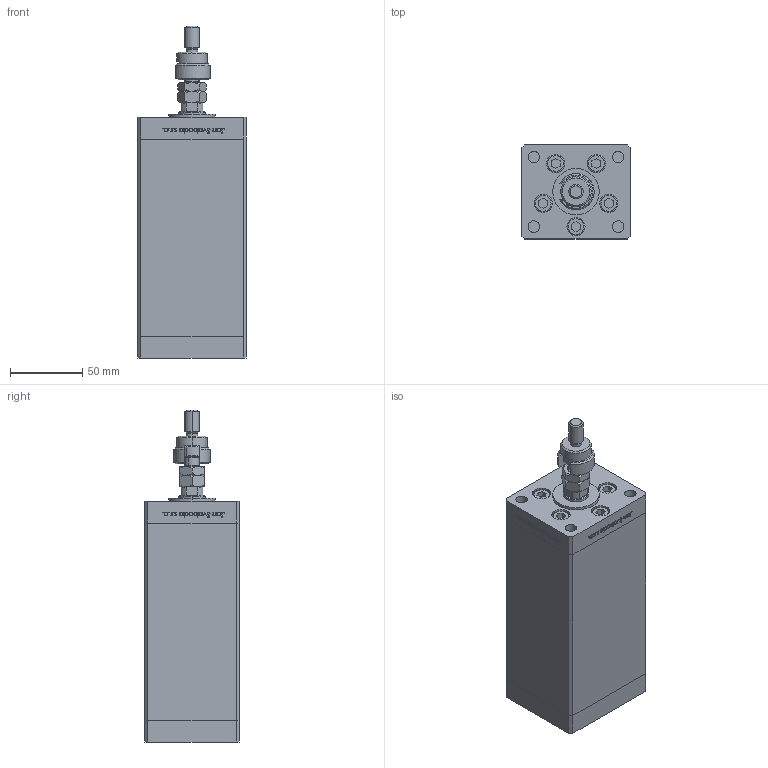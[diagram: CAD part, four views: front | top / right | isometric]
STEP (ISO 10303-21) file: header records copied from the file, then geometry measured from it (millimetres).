
FILE_DESCRIPTION (( 'STEP AP203' ), '1' );
FILE_NAME ('7cc0.STEP', '2024-09-05T10:22:30', ( '' ), ( '' ), 'SwSTEP 2.0', 'SolidWorks 2019', '' );
FILE_SCHEMA (( 'CONFIG_CONTROL_DESIGN' ));
Length unit declared in the file: millimetre
Products named in the file (9): DFA 507205ebd4f3081017a06124942c62c7; 7cc0; V220C_B MIDDLE 507205ebd4f3081017a06124942c62c7; MFA 507205ebd4f3081017a06124942c62c7; V220C_FRONT_B 507205ebd4f3081017a06124942c62c7; ALLEN BOLT 507205ebd4f3081017a06124942c62c7; V220C_VC_B 507205ebd4f3081017a06124942c62c7; V220C BACK_B 507205ebd4f3081017a06124942c62c7; FEMALE_PART_FOR_DFA 507205ebd4f3081017a06124942c62c7
Assembly tree (17 placements, depth 3):
  7cc0
    V220C_B MIDDLE 507205ebd4f3081017a06124942c62c7
    V220C BACK_B 507205ebd4f3081017a06124942c62c7
    V220C_FRONT_B 507205ebd4f3081017a06124942c62c7
    V220C_VC_B 507205ebd4f3081017a06124942c62c7
    ALLEN BOLT 507205ebd4f3081017a06124942c62c7  x10
    DFA 507205ebd4f3081017a06124942c62c7
      FEMALE_PART_FOR_DFA 507205ebd4f3081017a06124942c62c7
      MFA 507205ebd4f3081017a06124942c62c7
Bounding box: 75 x 65 x 229 mm (x, y, z)
Volume: 737903.5 mm3; surface area: 131603.2 mm2
Topology: 16 solids, 16 shells, 1258 faces, 3115 edges, 2027 vertices
Faces by surface type: plane 488, bspline 484, cylinder 152, cone 86, torus 48
Entity records: 54618 total; most frequent: CARTESIAN_POINT 30857, ORIENTED_EDGE 5398, DIRECTION 3163, EDGE_CURVE 2699, VERTEX_POINT 1775, VECTOR 1369, LINE 1369, EDGE_LOOP 1222
